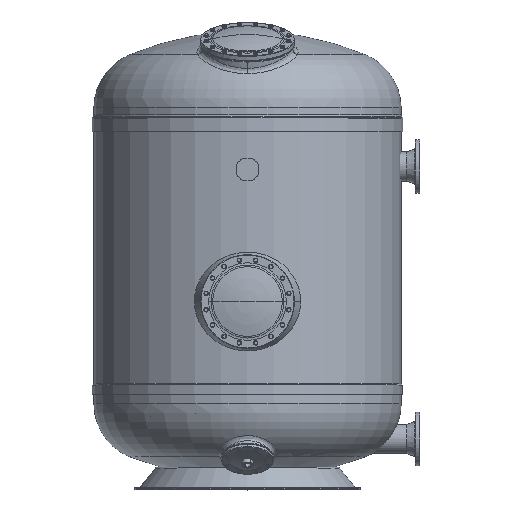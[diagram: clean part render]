
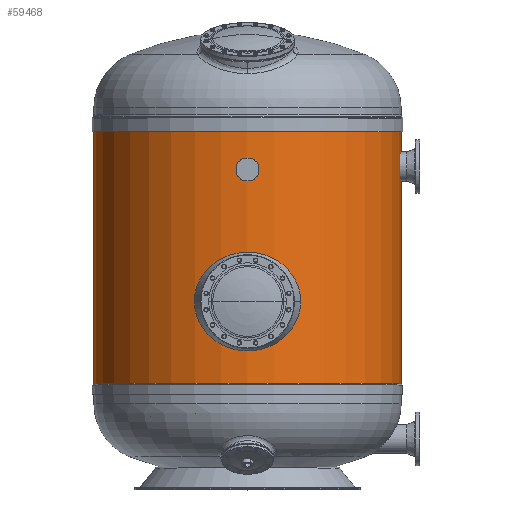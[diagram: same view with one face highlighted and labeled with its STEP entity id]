
A CAD part, top view. The second image highlights one B-rep face of the part: STEP entity #59468.
In plain terms, the highlighted cylindrical face has radius 817.5 mm (diameter 1635 mm), a partial arc.
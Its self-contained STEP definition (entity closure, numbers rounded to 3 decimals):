
#36 = CYLINDRICAL_SURFACE ( 'NONE', #78241, 817.5 ) ;
#2907 = VERTEX_POINT ( 'NONE', #25756 ) ;
#3392 = DIRECTION ( 'NONE',  ( 0., -1., 0. ) ) ;
#3841 = EDGE_CURVE ( 'NONE', #80031, #2907, #54744, .T. ) ;
#6092 = CARTESIAN_POINT ( 'NONE',  ( 1417.5, 1966.81, -600. ) ) ;
#6478 = ORIENTED_EDGE ( 'NONE', *, *, #16975, .F. ) ;
#13908 = DIRECTION ( 'NONE',  ( 0., -1., 0. ) ) ;
#15181 = VERTEX_POINT ( 'NONE', #73741 ) ;
#16750 = AXIS2_PLACEMENT_3D ( 'NONE', #54833, #61625, #67977 ) ;
#16975 = EDGE_CURVE ( 'NONE', #82216, #15181, #40038, .T. ) ;
#20107 = EDGE_CURVE ( 'NONE', #80031, #82216, #72022, .T. ) ;
#21582 = CARTESIAN_POINT ( 'NONE',  ( 600., 261.671, -600. ) ) ;
#25756 = CARTESIAN_POINT ( 'NONE',  ( -217.5, 1966.81, -600. ) ) ;
#27981 = ORIENTED_EDGE ( 'NONE', *, *, #62432, .T. ) ;
#28705 = VECTOR ( 'NONE', #80621, 1000. ) ;
#32262 = FACE_OUTER_BOUND ( 'NONE', #66315, .T. ) ;
#35853 = ORIENTED_EDGE ( 'NONE', *, *, #3841, .T. ) ;
#36110 = CARTESIAN_POINT ( 'NONE',  ( -217.5, 261.671, -600. ) ) ;
#38654 = CARTESIAN_POINT ( 'NONE',  ( 1417.5, 556.671, -600. ) ) ;
#40038 = CIRCLE ( 'NONE', #76536, 817.5 ) ;
#45412 = CARTESIAN_POINT ( 'NONE',  ( 1417.5, 261.671, -600. ) ) ;
#46680 = CARTESIAN_POINT ( 'NONE',  ( 600., 556.671, -600. ) ) ;
#54744 = CIRCLE ( 'NONE', #16750, 817.5 ) ;
#54833 = CARTESIAN_POINT ( 'NONE',  ( 600., 1966.81, -600. ) ) ;
#59468 = ADVANCED_FACE ( 'NONE', ( #32262 ), #36, .T. ) ;
#60784 = ORIENTED_EDGE ( 'NONE', *, *, #20107, .F. ) ;
#61083 = DIRECTION ( 'NONE',  ( 1., 0., 0. ) ) ;
#61625 = DIRECTION ( 'NONE',  ( 0., -1., 0. ) ) ;
#62432 = EDGE_CURVE ( 'NONE', #2907, #15181, #79770, .T. ) ;
#66315 = EDGE_LOOP ( 'NONE', ( #35853, #27981, #6478, #60784 ) ) ;
#67977 = DIRECTION ( 'NONE',  ( 1., 0., 0. ) ) ;
#72022 = LINE ( 'NONE', #45412, #80516 ) ;
#72917 = DIRECTION ( 'NONE',  ( 1., 0., 0. ) ) ;
#73741 = CARTESIAN_POINT ( 'NONE',  ( -217.5, 556.671, -600. ) ) ;
#74173 = DIRECTION ( 'NONE',  ( 0., -1., 0. ) ) ;
#76536 = AXIS2_PLACEMENT_3D ( 'NONE', #46680, #74173, #72917 ) ;
#78241 = AXIS2_PLACEMENT_3D ( 'NONE', #21582, #3392, #61083 ) ;
#79770 = LINE ( 'NONE', #36110, #28705 ) ;
#80031 = VERTEX_POINT ( 'NONE', #6092 ) ;
#80516 = VECTOR ( 'NONE', #13908, 1000. ) ;
#80621 = DIRECTION ( 'NONE',  ( 0., -1., 0. ) ) ;
#82216 = VERTEX_POINT ( 'NONE', #38654 ) ;
